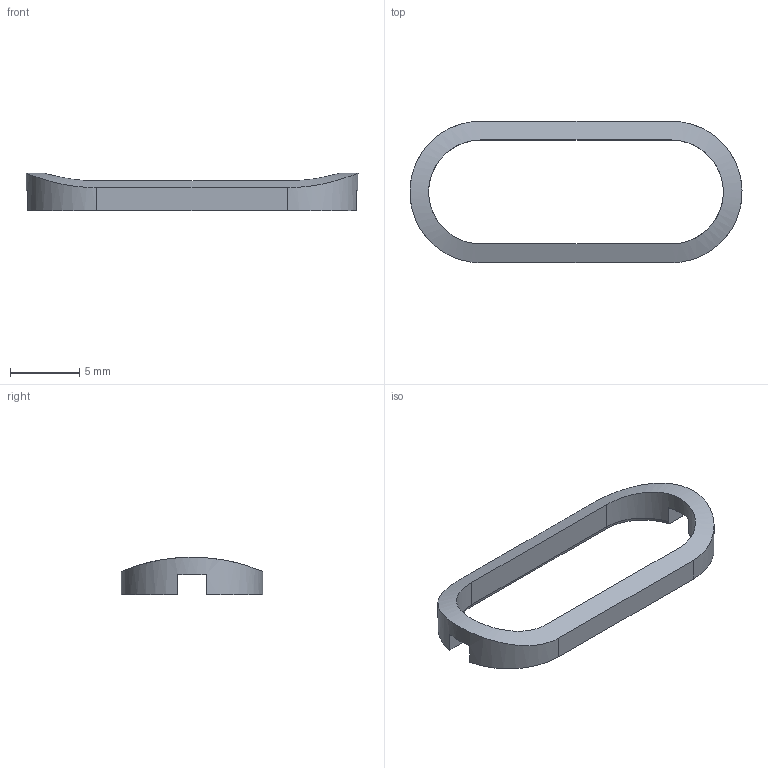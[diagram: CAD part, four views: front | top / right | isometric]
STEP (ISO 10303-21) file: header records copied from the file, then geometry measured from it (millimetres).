
FILE_DESCRIPTION(/* description */ (''),/* implementation_level */ '2;1');
FILE_NAME(/* name */ 'DOUBLE_BUTTON_RING v1.step',/* time_stamp */ '2020-03-10T16:27:53+01:00',/* author */ (''),/* organization */ (''),/* preprocessor_version */ 'ST-DEVELOPER v18',/* originating_system */ 'Autodesk Translation Framework v8.12.0.6',/* authorisation */ '');
FILE_SCHEMA (('AUTOMOTIVE_DESIGN { 1 0 10303 214 3 1 1 }'));
Length unit declared in the file: millimetre
Products named in the file (1): DOUBLE_BUTTON_RING
Bounding box: 23.95 x 10.2 x 2.7 mm (x, y, z)
Volume: 150 mm3; surface area: 379.8 mm2
Topology: 1 solids, 1 shells, 29 faces, 80 edges, 52 vertices
Faces by surface type: plane 20, bspline 5, cylinder 4
Entity records: 1151 total; most frequent: CARTESIAN_POINT 424, ORIENTED_EDGE 160, DIRECTION 117, EDGE_CURVE 80, VERTEX_POINT 52, LINE 51, VECTOR 51, AXIS2_PLACEMENT_3D 33
